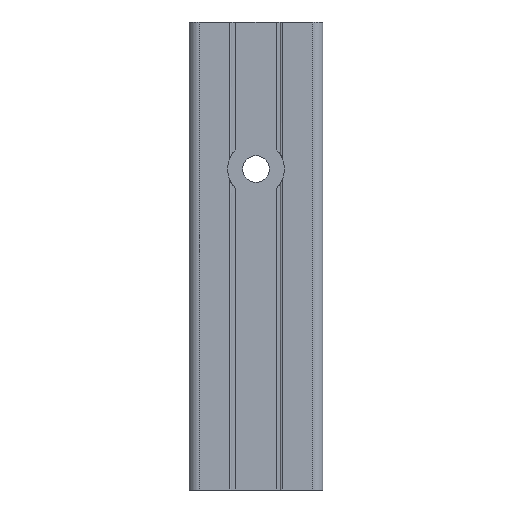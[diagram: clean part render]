
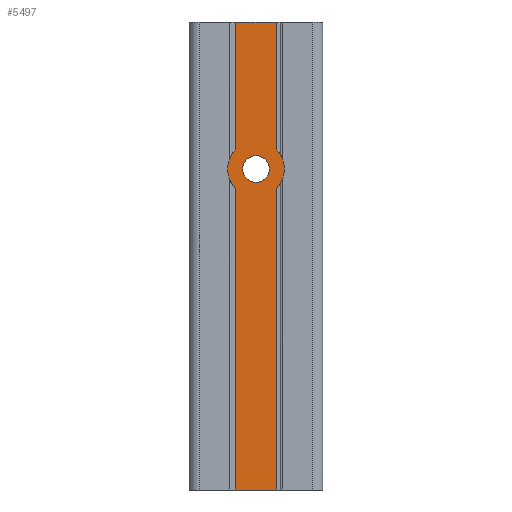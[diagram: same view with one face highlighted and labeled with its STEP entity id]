
A CAD part, front view. The second image highlights one B-rep face of the part: STEP entity #5497.
In plain terms, the highlighted planar face has unit normal (0, -1, 0).
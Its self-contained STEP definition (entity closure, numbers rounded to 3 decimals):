
#9 = CARTESIAN_POINT ( 'NONE',  ( 3.143, -3.85, 15.861 ) ) ;
#153 = CARTESIAN_POINT ( 'NONE',  ( -3.143, -3.85, 35. ) ) ;
#422 = CARTESIAN_POINT ( 'NONE',  ( 3.143, -3.85, 35. ) ) ;
#428 = VECTOR ( 'NONE', #455, 1000. ) ;
#455 = DIRECTION ( 'NONE',  ( 1., 0., 0. ) ) ;
#464 = CARTESIAN_POINT ( 'NONE',  ( -3.143, -3.85, 35. ) ) ;
#505 = VERTEX_POINT ( 'NONE', #9 ) ;
#674 = EDGE_CURVE ( 'NONE', #1167, #5001, #5409, .T. ) ;
#725 = VERTEX_POINT ( 'NONE', #2764 ) ;
#814 = DIRECTION ( 'NONE',  ( 0., 1., 0. ) ) ;
#817 = DIRECTION ( 'NONE',  ( 0., 0., 1. ) ) ;
#864 = CARTESIAN_POINT ( 'NONE',  ( 3.143, -3.85, 35. ) ) ;
#910 = LINE ( 'NONE', #153, #1252 ) ;
#999 = ORIENTED_EDGE ( 'NONE', *, *, #3011, .T. ) ;
#1142 = ORIENTED_EDGE ( 'NONE', *, *, #4682, .T. ) ;
#1145 = AXIS2_PLACEMENT_3D ( 'NONE', #2076, #5121, #817 ) ;
#1167 = VERTEX_POINT ( 'NONE', #3709 ) ;
#1252 = VECTOR ( 'NONE', #4786, 1000. ) ;
#1308 = ORIENTED_EDGE ( 'NONE', *, *, #3517, .F. ) ;
#1402 = DIRECTION ( 'NONE',  ( 0., 1., 0. ) ) ;
#1415 = VECTOR ( 'NONE', #2756, 1000. ) ;
#1524 = DIRECTION ( 'NONE',  ( 0., 0., -1. ) ) ;
#1525 = CIRCLE ( 'NONE', #2395, 4.25 ) ;
#1597 = CARTESIAN_POINT ( 'NONE',  ( 3.143, -3.85, 10.139 ) ) ;
#1636 = CARTESIAN_POINT ( 'NONE',  ( -3.143, -3.85, -35. ) ) ;
#1659 = PLANE ( 'NONE',  #2021 ) ;
#1888 = VECTOR ( 'NONE', #3388, 1000. ) ;
#1919 = ORIENTED_EDGE ( 'NONE', *, *, #4646, .T. ) ;
#2021 = AXIS2_PLACEMENT_3D ( 'NONE', #3702, #814, #3375 ) ;
#2076 = CARTESIAN_POINT ( 'NONE',  ( 0., -3.85, 13. ) ) ;
#2130 = DIRECTION ( 'NONE',  ( 0., 0., -1. ) ) ;
#2230 = ORIENTED_EDGE ( 'NONE', *, *, #4404, .F. ) ;
#2232 = EDGE_CURVE ( 'NONE', #2321, #4189, #3223, .T. ) ;
#2243 = VERTEX_POINT ( 'NONE', #3676 ) ;
#2256 = EDGE_LOOP ( 'NONE', ( #999, #1919, #5238, #2845, #2230, #1142, #3061, #1308 ) ) ;
#2298 = CARTESIAN_POINT ( 'NONE',  ( 3.143, -3.85, 35. ) ) ;
#2321 = VERTEX_POINT ( 'NONE', #1636 ) ;
#2395 = AXIS2_PLACEMENT_3D ( 'NONE', #2886, #5358, #1524 ) ;
#2399 = CIRCLE ( 'NONE', #1145, 2. ) ;
#2513 = FACE_BOUND ( 'NONE', #5060, .T. ) ;
#2643 = CARTESIAN_POINT ( 'NONE',  ( 3.143, -3.85, -35. ) ) ;
#2735 = ORIENTED_EDGE ( 'NONE', *, *, #674, .T. ) ;
#2756 = DIRECTION ( 'NONE',  ( 0., 0., -1. ) ) ;
#2764 = CARTESIAN_POINT ( 'NONE',  ( -3.143, -3.85, 15.861 ) ) ;
#2767 = AXIS2_PLACEMENT_3D ( 'NONE', #4512, #5031, #3279 ) ;
#2845 = ORIENTED_EDGE ( 'NONE', *, *, #2232, .T. ) ;
#2886 = CARTESIAN_POINT ( 'NONE',  ( 0., -3.85, 13. ) ) ;
#3011 = EDGE_CURVE ( 'NONE', #3082, #725, #910, .T. ) ;
#3061 = ORIENTED_EDGE ( 'NONE', *, *, #4468, .F. ) ;
#3082 = VERTEX_POINT ( 'NONE', #3735 ) ;
#3114 = DIRECTION ( 'NONE',  ( 1., 0., 0. ) ) ;
#3223 = LINE ( 'NONE', #5256, #3343 ) ;
#3235 = LINE ( 'NONE', #2298, #1415 ) ;
#3279 = DIRECTION ( 'NONE',  ( 0., 0., -1. ) ) ;
#3343 = VECTOR ( 'NONE', #3114, 1000. ) ;
#3375 = DIRECTION ( 'NONE',  ( 0., 0., 1. ) ) ;
#3388 = DIRECTION ( 'NONE',  ( 0., 0., -1. ) ) ;
#3419 = LINE ( 'NONE', #464, #1888 ) ;
#3460 = LINE ( 'NONE', #5476, #428 ) ;
#3461 = LINE ( 'NONE', #422, #5090 ) ;
#3517 = EDGE_CURVE ( 'NONE', #3082, #4273, #3460, .T. ) ;
#3540 = EDGE_CURVE ( 'NONE', #5001, #1167, #2399, .T. ) ;
#3676 = CARTESIAN_POINT ( 'NONE',  ( -3.143, -3.85, 10.139 ) ) ;
#3702 = CARTESIAN_POINT ( 'NONE',  ( 3.143, -3.85, 35. ) ) ;
#3709 = CARTESIAN_POINT ( 'NONE',  ( 0., -3.85, 15. ) ) ;
#3735 = CARTESIAN_POINT ( 'NONE',  ( -3.143, -3.85, 35. ) ) ;
#3759 = FACE_OUTER_BOUND ( 'NONE', #2256, .T. ) ;
#4143 = CARTESIAN_POINT ( 'NONE',  ( 0., -3.85, 11. ) ) ;
#4189 = VERTEX_POINT ( 'NONE', #2643 ) ;
#4199 = CIRCLE ( 'NONE', #2767, 4.25 ) ;
#4273 = VERTEX_POINT ( 'NONE', #864 ) ;
#4404 = EDGE_CURVE ( 'NONE', #5314, #4189, #3235, .T. ) ;
#4424 = CARTESIAN_POINT ( 'NONE',  ( 0., -3.85, 13. ) ) ;
#4468 = EDGE_CURVE ( 'NONE', #4273, #505, #3461, .T. ) ;
#4512 = CARTESIAN_POINT ( 'NONE',  ( 0., -3.85, 13. ) ) ;
#4513 = AXIS2_PLACEMENT_3D ( 'NONE', #4424, #1402, #5248 ) ;
#4646 = EDGE_CURVE ( 'NONE', #725, #2243, #4199, .T. ) ;
#4682 = EDGE_CURVE ( 'NONE', #5314, #505, #1525, .T. ) ;
#4786 = DIRECTION ( 'NONE',  ( 0., 0., -1. ) ) ;
#5001 = VERTEX_POINT ( 'NONE', #4143 ) ;
#5008 = ORIENTED_EDGE ( 'NONE', *, *, #3540, .T. ) ;
#5031 = DIRECTION ( 'NONE',  ( 0., -1., 0. ) ) ;
#5060 = EDGE_LOOP ( 'NONE', ( #2735, #5008 ) ) ;
#5090 = VECTOR ( 'NONE', #2130, 1000. ) ;
#5121 = DIRECTION ( 'NONE',  ( 0., 1., 0. ) ) ;
#5238 = ORIENTED_EDGE ( 'NONE', *, *, #5338, .T. ) ;
#5248 = DIRECTION ( 'NONE',  ( 0., 0., 1. ) ) ;
#5256 = CARTESIAN_POINT ( 'NONE',  ( 3.143, -3.85, -35. ) ) ;
#5314 = VERTEX_POINT ( 'NONE', #1597 ) ;
#5338 = EDGE_CURVE ( 'NONE', #2243, #2321, #3419, .T. ) ;
#5358 = DIRECTION ( 'NONE',  ( 0., -1., 0. ) ) ;
#5409 = CIRCLE ( 'NONE', #4513, 2. ) ;
#5476 = CARTESIAN_POINT ( 'NONE',  ( 3.143, -3.85, 35. ) ) ;
#5497 = ADVANCED_FACE ( 'NONE', ( #3759, #2513 ), #1659, .F. ) ;
